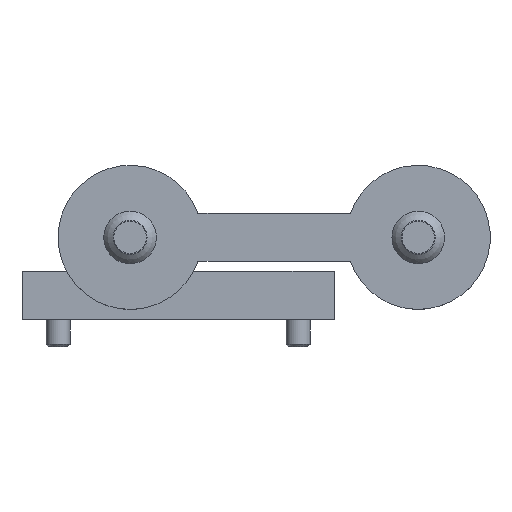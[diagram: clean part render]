
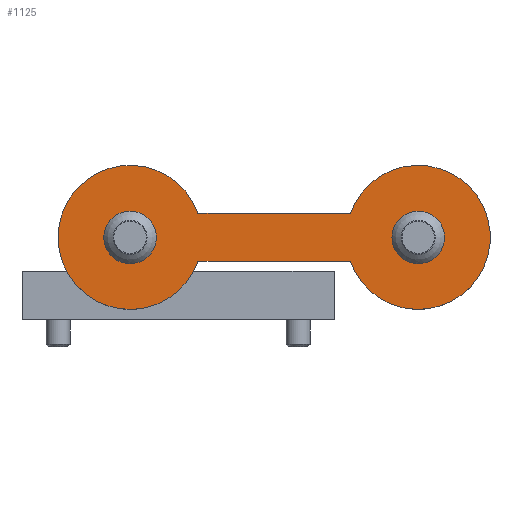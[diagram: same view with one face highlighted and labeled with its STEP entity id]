
A CAD part, top view. The second image highlights one B-rep face of the part: STEP entity #1125.
In plain terms, the highlighted planar face has unit normal (0, 0, 1).
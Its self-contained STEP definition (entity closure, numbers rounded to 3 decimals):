
#142=LINE('',#1948,#198);
#147=LINE('',#1962,#203);
#198=VECTOR('',#1560,1000.);
#203=VECTOR('',#1573,1000.);
#394=ORIENTED_EDGE('',*,*,#588,.F.);
#395=ORIENTED_EDGE('',*,*,#589,.F.);
#396=ORIENTED_EDGE('',*,*,#578,.T.);
#397=ORIENTED_EDGE('',*,*,#582,.T.);
#398=ORIENTED_EDGE('',*,*,#585,.T.);
#399=ORIENTED_EDGE('',*,*,#587,.T.);
#578=EDGE_CURVE('',#699,#698,#142,.T.);
#582=EDGE_CURVE('',#698,#701,#774,.T.);
#585=EDGE_CURVE('',#701,#703,#147,.T.);
#587=EDGE_CURVE('',#703,#699,#776,.T.);
#588=EDGE_CURVE('',#704,#704,#777,.T.);
#589=EDGE_CURVE('',#705,#705,#778,.T.);
#698=VERTEX_POINT('',#1947);
#699=VERTEX_POINT('',#1949);
#701=VERTEX_POINT('',#1955);
#703=VERTEX_POINT('',#1961);
#704=VERTEX_POINT('',#1968);
#705=VERTEX_POINT('',#1970);
#774=CIRCLE('',#1293,15.);
#776=CIRCLE('',#1297,15.);
#777=CIRCLE('',#1299,5.477);
#778=CIRCLE('',#1300,5.477);
#875=EDGE_LOOP('',(#394));
#876=EDGE_LOOP('',(#395));
#877=EDGE_LOOP('',(#396,#397,#398,#399));
#995=FACE_BOUND('',#875,.T.);
#996=FACE_BOUND('',#876,.T.);
#997=FACE_BOUND('',#877,.T.);
#1061=PLANE('',#1298);
#1125=ADVANCED_FACE('',(#995,#996,#997),#1061,.T.);
#1293=AXIS2_PLACEMENT_3D('',#1956,#1567,#1568);
#1297=AXIS2_PLACEMENT_3D('',#1965,#1578,#1579);
#1298=AXIS2_PLACEMENT_3D('',#1966,#1580,#1581);
#1299=AXIS2_PLACEMENT_3D('',#1967,#1582,#1583);
#1300=AXIS2_PLACEMENT_3D('',#1969,#1584,#1585);
#1560=DIRECTION('',(-1.,0.,0.));
#1567=DIRECTION('',(0.,0.,1.));
#1568=DIRECTION('',(1.,0.,0.));
#1573=DIRECTION('',(1.,0.,0.));
#1578=DIRECTION('',(0.,0.,1.));
#1579=DIRECTION('',(1.,0.,0.));
#1580=DIRECTION('',(0.,0.,1.));
#1581=DIRECTION('',(1.,0.,0.));
#1582=DIRECTION('',(0.,0.,1.));
#1583=DIRECTION('',(1.,0.,0.));
#1584=DIRECTION('',(0.,0.,1.));
#1585=DIRECTION('',(1.,0.,0.));
#1947=CARTESIAN_POINT('',(14.142,5.,3.5));
#1948=CARTESIAN_POINT('',(45.858,5.,3.5));
#1949=CARTESIAN_POINT('',(45.858,5.,3.5));
#1955=CARTESIAN_POINT('',(14.142,-5.,3.5));
#1956=CARTESIAN_POINT('',(0.,0.,3.5));
#1961=CARTESIAN_POINT('',(45.858,-5.,3.5));
#1962=CARTESIAN_POINT('',(14.142,-5.,3.5));
#1965=CARTESIAN_POINT('',(60.,0.,3.5));
#1966=CARTESIAN_POINT('',(0.,0.,3.5));
#1967=CARTESIAN_POINT('',(60.,0.,3.5));
#1968=CARTESIAN_POINT('',(65.477,0.,3.5));
#1969=CARTESIAN_POINT('',(0.,0.,3.5));
#1970=CARTESIAN_POINT('',(5.477,0.,3.5));
